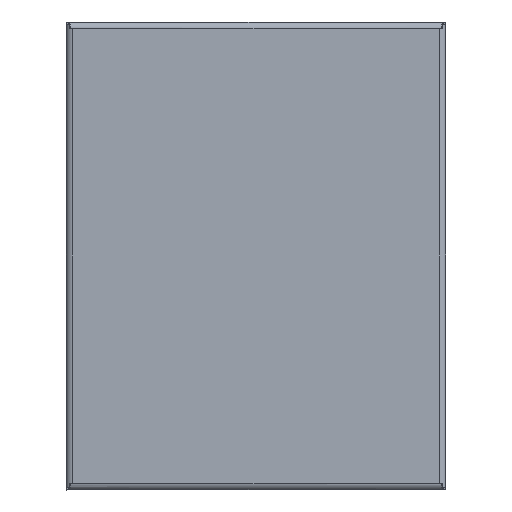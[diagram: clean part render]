
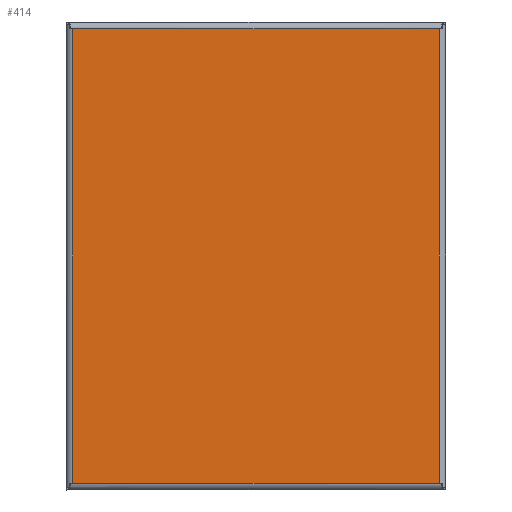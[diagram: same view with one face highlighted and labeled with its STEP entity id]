
A CAD part, left-side view. The second image highlights one B-rep face of the part: STEP entity #414.
In plain terms, the highlighted face is planar.
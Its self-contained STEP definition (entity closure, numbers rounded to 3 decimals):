
#414=ADVANCED_FACE('F37',(#564),#484,.T.);
#484=PLANE('',#1975);
#564=FACE_OUTER_BOUND('',#692,.T.);
#692=EDGE_LOOP('',(#1165,#1166,#1167,#1168));
#1165=ORIENTED_EDGE('',*,*,#1680,.F.);
#1166=ORIENTED_EDGE('',*,*,#1678,.F.);
#1167=ORIENTED_EDGE('',*,*,#1675,.F.);
#1168=ORIENTED_EDGE('',*,*,#1681,.F.);
#1395=VERTEX_POINT('',#2527);
#1421=VERTEX_POINT('',#2631);
#1465=VERTEX_POINT('',#2813);
#1469=VERTEX_POINT('',#2834);
#1675=EDGE_CURVE('E122',#1421,#1465,#1830,.T.);
#1678=EDGE_CURVE('E104',#1465,#1395,#1832,.T.);
#1680=EDGE_CURVE('E126',#1395,#1469,#1833,.T.);
#1681=EDGE_CURVE('E110',#1469,#1421,#1834,.T.);
#1830=B_SPLINE_CURVE_WITH_KNOTS('',1,(#2818,#2819),.UNSPECIFIED.,.F.,.F.,
(2,2),(0.,1.),.UNSPECIFIED.);
#1832=B_SPLINE_CURVE_WITH_KNOTS('',1,(#2826,#2827),.UNSPECIFIED.,.F.,.F.,
(2,2),(0.,1.),.UNSPECIFIED.);
#1833=B_SPLINE_CURVE_WITH_KNOTS('',1,(#2832,#2833),.UNSPECIFIED.,.F.,.F.,
(2,2),(0.,1.),.UNSPECIFIED.);
#1834=B_SPLINE_CURVE_WITH_KNOTS('',1,(#2835,#2836),.UNSPECIFIED.,.F.,.F.,
(2,2),(0.,1.),.UNSPECIFIED.);
#1975=AXIS2_PLACEMENT_3D('',#2837,#2264,#2265);
#2264=DIRECTION('',(0.,0.,1.));
#2265=DIRECTION('',(1.,0.,0.));
#2527=CARTESIAN_POINT('',(823.676,-225.595,-1036.761));
#2631=CARTESIAN_POINT('',(1060.676,-416.595,-1036.761));
#2813=CARTESIAN_POINT('',(823.676,-416.595,-1036.761));
#2818=CARTESIAN_POINT('',(1060.676,-416.595,-1036.761));
#2819=CARTESIAN_POINT('',(823.676,-416.595,-1036.761));
#2826=CARTESIAN_POINT('',(823.676,-416.595,-1036.761));
#2827=CARTESIAN_POINT('',(823.676,-225.595,-1036.761));
#2832=CARTESIAN_POINT('',(823.676,-225.595,-1036.761));
#2833=CARTESIAN_POINT('',(1060.676,-225.595,-1036.761));
#2834=CARTESIAN_POINT('',(1060.676,-225.595,-1036.761));
#2835=CARTESIAN_POINT('',(1060.676,-225.595,-1036.761));
#2836=CARTESIAN_POINT('',(1060.676,-416.595,-1036.761));
#2837=CARTESIAN_POINT('',(823.676,-416.595,-1036.761));
